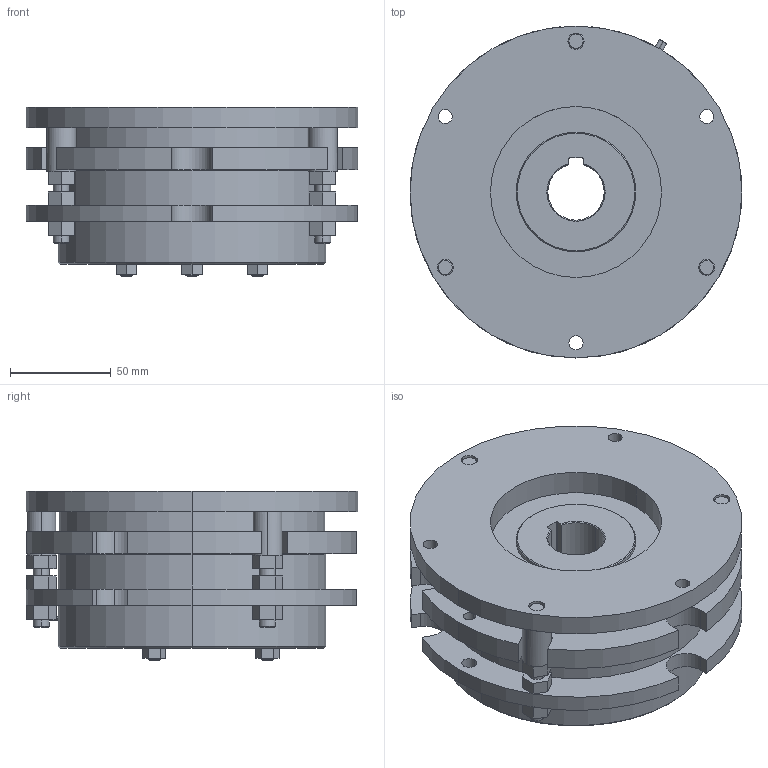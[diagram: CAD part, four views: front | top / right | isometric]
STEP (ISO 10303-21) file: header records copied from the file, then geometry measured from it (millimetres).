
FILE_DESCRIPTION (( 'STEP AP203' ), '1' );
FILE_NAME ('MNB 5K-N_23781200.STEP', '2016-05-31T04:32:26', ( ' ' ), ( '' ), 'SwSTEP 2.0', 'SolidWorks 2009', '' );
FILE_SCHEMA (( 'CONFIG_CONTROL_DESIGN' ));
Length unit declared in the file: millimetre
Products named in the file (1): MNB 5K-N_23781200
Bounding box: 165 x 165.01 x 84 mm (x, y, z)
Volume: 1103199.2 mm3; surface area: 156144.1 mm2
Topology: 1 solids, 4 shells, 333 faces, 805 edges, 506 vertices
Faces by surface type: plane 179, cylinder 116, cone 34, torus 4
Entity records: 10042 total; most frequent: CARTESIAN_POINT 1909, DIRECTION 1767, ORIENTED_EDGE 1602, EDGE_CURVE 801, AXIS2_PLACEMENT_3D 646, VERTEX_POINT 506, LINE 475, VECTOR 475
